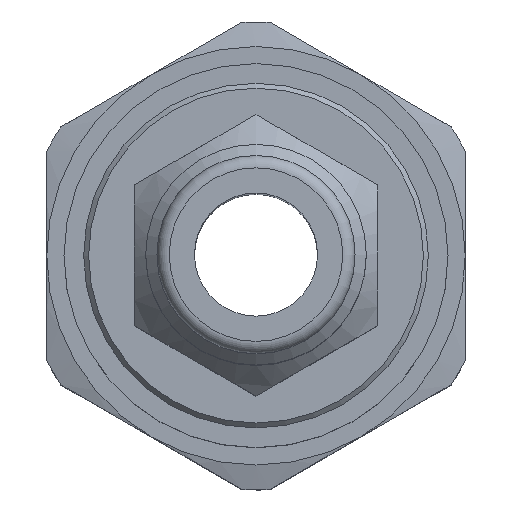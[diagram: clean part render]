
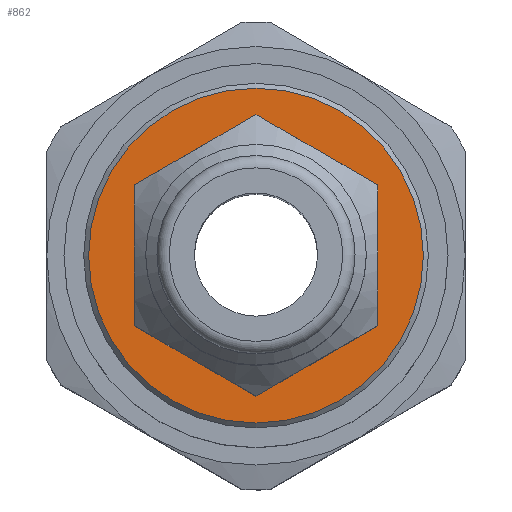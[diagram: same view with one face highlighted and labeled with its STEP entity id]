
A CAD part, top view. The second image highlights one B-rep face of the part: STEP entity #862.
In plain terms, the highlighted planar face has unit normal (0, 0, 1).
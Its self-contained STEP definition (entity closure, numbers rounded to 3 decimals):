
#119=PLANE('',#962);
#199=FACE_BOUND('',#330,.T.);
#258=FACE_OUTER_BOUND('',#329,.T.);
#329=EDGE_LOOP('',(#770));
#330=EDGE_LOOP('',(#771));
#398=CIRCLE('',#953,4.85);
#399=CIRCLE('',#961,6.8);
#473=VERTEX_POINT('',#1483);
#474=VERTEX_POINT('',#1498);
#572=EDGE_CURVE('',#473,#473,#398,.T.);
#579=EDGE_CURVE('',#474,#474,#399,.T.);
#770=ORIENTED_EDGE('',*,*,#579,.F.);
#771=ORIENTED_EDGE('',*,*,#572,.F.);
#862=ADVANCED_FACE('',(#258,#199),#119,.F.);
#953=AXIS2_PLACEMENT_3D('',#1484,#1147,#1148);
#961=AXIS2_PLACEMENT_3D('',#1499,#1169,#1170);
#962=AXIS2_PLACEMENT_3D('',#1500,#1171,#1172);
#1147=DIRECTION('center_axis',(0.,0.,1.));
#1148=DIRECTION('ref_axis',(0.,1.,0.));
#1169=DIRECTION('center_axis',(0.,0.,-1.));
#1170=DIRECTION('ref_axis',(0.,1.,0.));
#1171=DIRECTION('center_axis',(0.,0.,-1.));
#1172=DIRECTION('ref_axis',(-1.,0.,0.));
#1483=CARTESIAN_POINT('',(-21.167,7.896,4.5));
#1484=CARTESIAN_POINT('Origin',(-21.167,3.046,4.5));
#1498=CARTESIAN_POINT('',(-21.167,-3.754,4.5));
#1499=CARTESIAN_POINT('Origin',(-21.167,3.046,4.5));
#1500=CARTESIAN_POINT('Origin',(-21.167,14.501,4.5));
